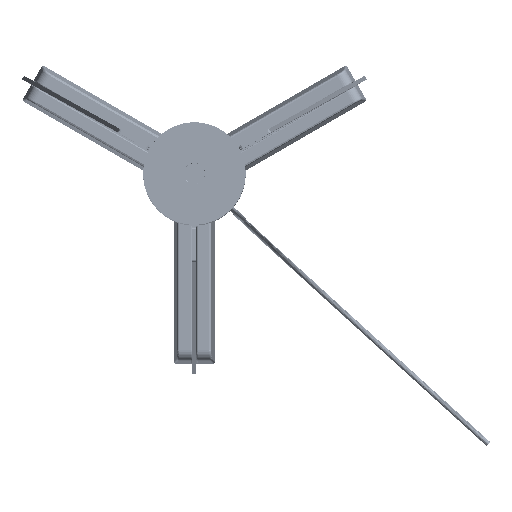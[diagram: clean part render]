
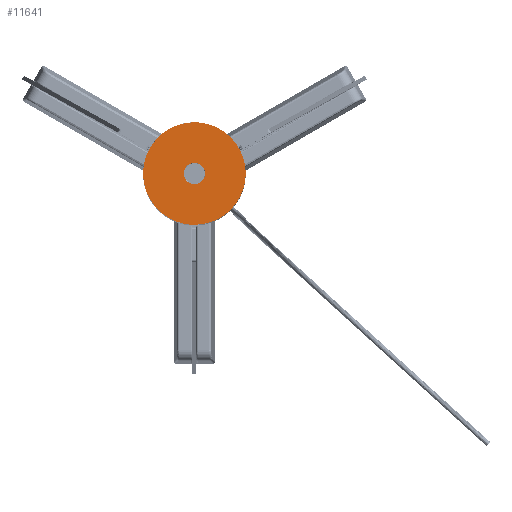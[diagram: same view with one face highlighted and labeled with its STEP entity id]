
A CAD part, top view. The second image highlights one B-rep face of the part: STEP entity #11641.
In plain terms, the highlighted planar face has unit normal (0, 0, 1).
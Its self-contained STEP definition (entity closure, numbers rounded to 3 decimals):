
#753=FACE_BOUND('',#14101,.T.);
#11641=ADVANCED_FACE('',(#12868,#753),#40294,.T.);
#12868=FACE_OUTER_BOUND('',#14100,.T.);
#14100=EDGE_LOOP('',(#16947,#16948));
#14101=EDGE_LOOP('',(#16949,#16950));
#16947=ORIENTED_EDGE('',*,*,#22978,.T.);
#16948=ORIENTED_EDGE('',*,*,#22994,.T.);
#16949=ORIENTED_EDGE('',*,*,#23001,.F.);
#16950=ORIENTED_EDGE('',*,*,#22989,.F.);
#22978=EDGE_CURVE('',#34830,#34839,#28803,.T.);
#22989=EDGE_CURVE('',#34835,#34843,#28811,.T.);
#22994=EDGE_CURVE('',#34839,#34830,#28814,.T.);
#23001=EDGE_CURVE('',#34843,#34835,#28820,.T.);
#28803=(
BOUNDED_CURVE()
B_SPLINE_CURVE(2,(#53901,#53902,#53903,#53904,#53905),.UNSPECIFIED.,.F.,
 .F.)
B_SPLINE_CURVE_WITH_KNOTS((3,2,3),(0.,78.54,157.08),
 .UNSPECIFIED.)
CURVE()
GEOMETRIC_REPRESENTATION_ITEM()
RATIONAL_B_SPLINE_CURVE((1.,0.707,1.,0.707,1.))
REPRESENTATION_ITEM('')
);
#28811=(
BOUNDED_CURVE()
B_SPLINE_CURVE(2,(#53942,#53943,#53944,#53945,#53946),.UNSPECIFIED.,.F.,
 .F.)
B_SPLINE_CURVE_WITH_KNOTS((3,2,3),(0.,16.322,32.644),
 .UNSPECIFIED.)
CURVE()
GEOMETRIC_REPRESENTATION_ITEM()
RATIONAL_B_SPLINE_CURVE((1.,0.707,1.,0.707,1.))
REPRESENTATION_ITEM('')
);
#28814=(
BOUNDED_CURVE()
B_SPLINE_CURVE(2,(#53961,#53962,#53963,#53964,#53965),.UNSPECIFIED.,.F.,
 .F.)
B_SPLINE_CURVE_WITH_KNOTS((3,2,3),(157.08,235.619,314.159),
 .UNSPECIFIED.)
CURVE()
GEOMETRIC_REPRESENTATION_ITEM()
RATIONAL_B_SPLINE_CURVE((1.,0.707,1.,0.707,1.))
REPRESENTATION_ITEM('')
);
#28820=(
BOUNDED_CURVE()
B_SPLINE_CURVE(2,(#53988,#53989,#53990,#53991,#53992),.UNSPECIFIED.,.F.,
 .F.)
B_SPLINE_CURVE_WITH_KNOTS((3,2,3),(32.644,48.967,65.289),
 .UNSPECIFIED.)
CURVE()
GEOMETRIC_REPRESENTATION_ITEM()
RATIONAL_B_SPLINE_CURVE((1.,0.707,1.,0.707,1.))
REPRESENTATION_ITEM('')
);
#34830=VERTEX_POINT('',#53887);
#34835=VERTEX_POINT('',#53892);
#34839=VERTEX_POINT('',#53896);
#34843=VERTEX_POINT('',#53900);
#40294=PLANE('',#41005);
#41005=AXIS2_PLACEMENT_3D('',#53840,#41434,$);
#41434=DIRECTION('',(0.,0.,1.));
#53840=CARTESIAN_POINT('',(-51.033,-50.903,1603.657));
#53887=CARTESIAN_POINT('',(-0.033,50.097,1603.698));
#53892=CARTESIAN_POINT('',(-0.033,-10.294,1603.673));
#53896=CARTESIAN_POINT('',(-0.033,-49.903,1603.657));
#53900=CARTESIAN_POINT('',(-0.033,10.488,1603.682));
#53901=CARTESIAN_POINT('',(-0.033,50.097,1603.698));
#53902=CARTESIAN_POINT('',(-50.033,50.097,1603.698));
#53903=CARTESIAN_POINT('',(-50.033,0.097,1603.677));
#53904=CARTESIAN_POINT('',(-50.033,-49.903,1603.657));
#53905=CARTESIAN_POINT('',(-0.033,-49.903,1603.657));
#53942=CARTESIAN_POINT('',(-0.033,-10.294,1603.673));
#53943=CARTESIAN_POINT('',(10.358,-10.294,1603.673));
#53944=CARTESIAN_POINT('',(10.358,0.097,1603.677));
#53945=CARTESIAN_POINT('',(10.358,10.488,1603.682));
#53946=CARTESIAN_POINT('',(-0.033,10.488,1603.682));
#53961=CARTESIAN_POINT('',(-0.033,-49.903,1603.657));
#53962=CARTESIAN_POINT('',(49.967,-49.903,1603.657));
#53963=CARTESIAN_POINT('',(49.967,0.097,1603.677));
#53964=CARTESIAN_POINT('',(49.967,50.097,1603.698));
#53965=CARTESIAN_POINT('',(-0.033,50.097,1603.698));
#53988=CARTESIAN_POINT('',(-0.033,10.488,1603.682));
#53989=CARTESIAN_POINT('',(-10.424,10.488,1603.682));
#53990=CARTESIAN_POINT('',(-10.424,0.097,1603.677));
#53991=CARTESIAN_POINT('',(-10.424,-10.294,1603.673));
#53992=CARTESIAN_POINT('',(-0.033,-10.294,1603.673));
